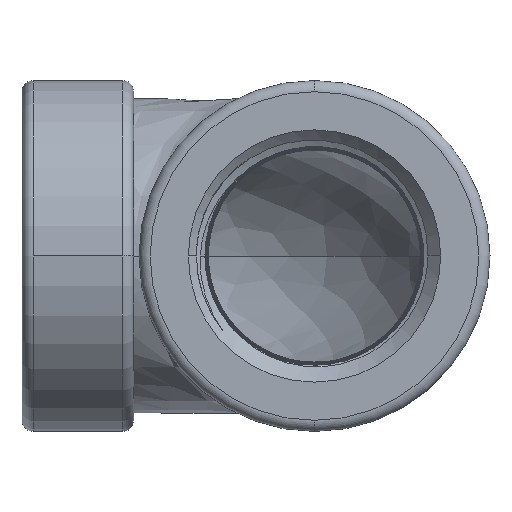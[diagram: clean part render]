
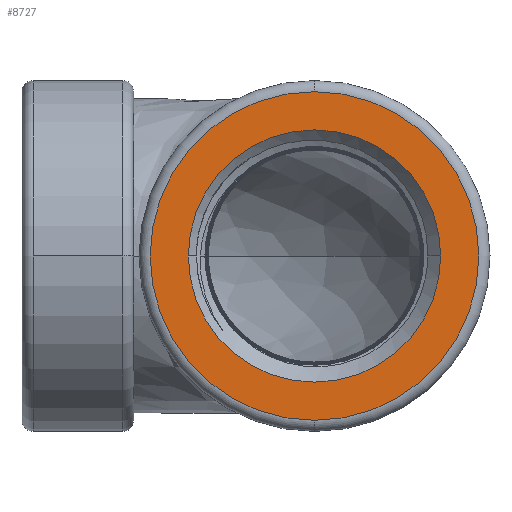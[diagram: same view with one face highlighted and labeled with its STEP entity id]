
A CAD part, left-side view. The second image highlights one B-rep face of the part: STEP entity #8727.
In plain terms, the highlighted planar face has unit normal (-1, 0, 0).
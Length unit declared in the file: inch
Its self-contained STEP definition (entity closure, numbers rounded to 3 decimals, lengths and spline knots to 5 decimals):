
#137 = PLANE ( 'NONE',  #1209 ) ;
#143 = FACE_BOUND ( 'NONE', #6100, .T. ) ;
#456 = DIRECTION ( 'NONE',  ( 0., 0., -1. ) ) ;
#1052 = ORIENTED_EDGE ( 'NONE', *, *, #2428, .T. ) ;
#1134 = CIRCLE ( 'NONE', #2436, 0.70098 ) ;
#1209 = AXIS2_PLACEMENT_3D ( 'NONE', #9076, #9750, #5829 ) ;
#2428 = EDGE_CURVE ( 'NONE', #7881, #9318, #1134, .T. ) ;
#2436 = AXIS2_PLACEMENT_3D ( 'NONE', #3718, #4364, #5387 ) ;
#2445 = CARTESIAN_POINT ( 'NONE',  ( -1.625, 0., 0. ) ) ;
#2829 = VERTEX_POINT ( 'NONE', #6432 ) ;
#2975 = EDGE_CURVE ( 'NONE', #5375, #2829, #6232, .T. ) ;
#3064 = ORIENTED_EDGE ( 'NONE', *, *, #5708, .T. ) ;
#3391 = EDGE_CURVE ( 'NONE', #9318, #7881, #4569, .T. ) ;
#3718 = CARTESIAN_POINT ( 'NONE',  ( -1.625, 0., 0. ) ) ;
#3801 = ORIENTED_EDGE ( 'NONE', *, *, #2975, .T. ) ;
#3917 = ORIENTED_EDGE ( 'NONE', *, *, #3391, .T. ) ;
#4220 = AXIS2_PLACEMENT_3D ( 'NONE', #2445, #5722, #6506 ) ;
#4364 = DIRECTION ( 'NONE',  ( 1., 0., 0. ) ) ;
#4569 = CIRCLE ( 'NONE', #5651, 0.70098 ) ;
#4636 = CARTESIAN_POINT ( 'NONE',  ( -1.625, 0.70098, 0. ) ) ;
#4733 = CIRCLE ( 'NONE', #5986, 0.913 ) ;
#5375 = VERTEX_POINT ( 'NONE', #8605 ) ;
#5387 = DIRECTION ( 'NONE',  ( 0., 0., -1. ) ) ;
#5392 = DIRECTION ( 'NONE',  ( 0., 0., -1. ) ) ;
#5651 = AXIS2_PLACEMENT_3D ( 'NONE', #7699, #6155, #456 ) ;
#5708 = EDGE_CURVE ( 'NONE', #2829, #5375, #4733, .T. ) ;
#5722 = DIRECTION ( 'NONE',  ( -1., 0., 0. ) ) ;
#5829 = DIRECTION ( 'NONE',  ( 0., 0., -1. ) ) ;
#5986 = AXIS2_PLACEMENT_3D ( 'NONE', #6960, #6997, #5392 ) ;
#6100 = EDGE_LOOP ( 'NONE', ( #3917, #1052 ) ) ;
#6155 = DIRECTION ( 'NONE',  ( 1., 0., 0. ) ) ;
#6232 = CIRCLE ( 'NONE', #4220, 0.913 ) ;
#6432 = CARTESIAN_POINT ( 'NONE',  ( -1.625, 0., 0.913 ) ) ;
#6506 = DIRECTION ( 'NONE',  ( 0., 0., -1. ) ) ;
#6960 = CARTESIAN_POINT ( 'NONE',  ( -1.625, 0., 0. ) ) ;
#6997 = DIRECTION ( 'NONE',  ( -1., 0., 0. ) ) ;
#7074 = CARTESIAN_POINT ( 'NONE',  ( -1.625, -0.70098, 0. ) ) ;
#7699 = CARTESIAN_POINT ( 'NONE',  ( -1.625, 0., 0. ) ) ;
#7756 = EDGE_LOOP ( 'NONE', ( #3801, #3064 ) ) ;
#7881 = VERTEX_POINT ( 'NONE', #4636 ) ;
#8548 = FACE_OUTER_BOUND ( 'NONE', #7756, .T. ) ;
#8605 = CARTESIAN_POINT ( 'NONE',  ( -1.625, 0., -0.913 ) ) ;
#8727 = ADVANCED_FACE ( 'NONE', ( #143, #8548 ), #137, .F. ) ;
#9076 = CARTESIAN_POINT ( 'NONE',  ( -1.625, 0., 0. ) ) ;
#9318 = VERTEX_POINT ( 'NONE', #7074 ) ;
#9750 = DIRECTION ( 'NONE',  ( 1., 0., 0. ) ) ;
